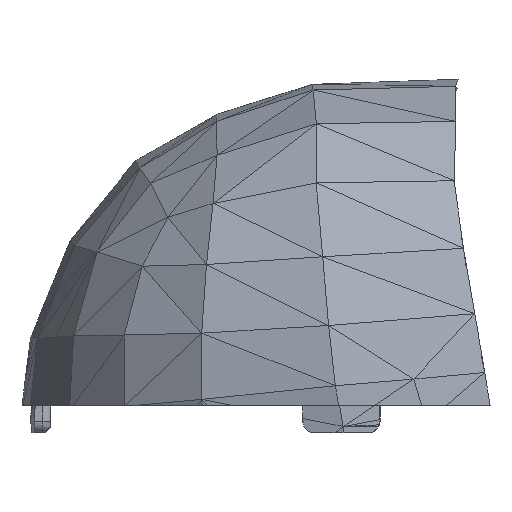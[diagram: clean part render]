
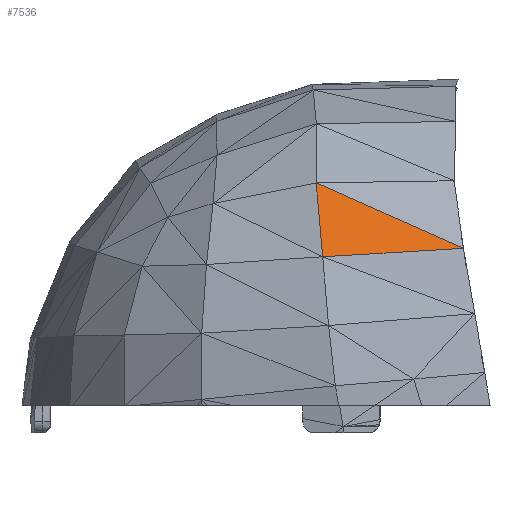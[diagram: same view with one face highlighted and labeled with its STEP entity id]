
A CAD part, left-side view. The second image highlights one B-rep face of the part: STEP entity #7536.
In plain terms, the highlighted planar face has unit normal (-0.875, 0.027, 0.483).
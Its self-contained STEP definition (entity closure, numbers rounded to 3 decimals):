
#517=PLANE('',#8161);
#1076=FACE_OUTER_BOUND('',#1635,.T.);
#1635=EDGE_LOOP('',(#6871,#6872,#6873));
#2531=LINE('',#12281,#3459);
#2549=LINE('',#12319,#3477);
#2551=LINE('',#12322,#3479);
#3459=VECTOR('',#10162,14.);
#3477=VECTOR('',#10210,14.);
#3479=VECTOR('',#10214,14.);
#3996=VERTEX_POINT('',#12024);
#4006=VERTEX_POINT('',#12228);
#4019=VERTEX_POINT('',#12318);
#4947=EDGE_CURVE('',#4006,#3996,#2531,.T.);
#4965=EDGE_CURVE('',#4006,#4019,#2549,.T.);
#4967=EDGE_CURVE('',#3996,#4019,#2551,.T.);
#6871=ORIENTED_EDGE('',*,*,#4947,.T.);
#6872=ORIENTED_EDGE('',*,*,#4967,.T.);
#6873=ORIENTED_EDGE('',*,*,#4965,.F.);
#7536=ADVANCED_FACE('',(#1076),#517,.T.);
#8161=AXIS2_PLACEMENT_3D('',#12321,#10212,#10213);
#10162=DIRECTION('',(0.002,-0.998,0.06));
#10210=DIRECTION('',(0.484,0.076,0.872));
#10212=DIRECTION('center_axis',(-0.875,0.027,0.483));
#10213=DIRECTION('ref_axis',(0.483,0.,0.875));
#10214=DIRECTION('',(0.245,0.886,0.394));
#12024=CARTESIAN_POINT('',(-74.359,-4.606,2263.93));
#12228=CARTESIAN_POINT('',(-74.447,31.581,2261.752));
#12281=CARTESIAN_POINT('',(-74.447,31.581,2261.752));
#12318=CARTESIAN_POINT('',(-63.909,33.24,2280.751));
#12319=CARTESIAN_POINT('',(-74.447,31.581,2261.752));
#12321=CARTESIAN_POINT('Origin',(-63.909,33.24,2280.751));
#12322=CARTESIAN_POINT('',(-74.359,-4.606,2263.93));
